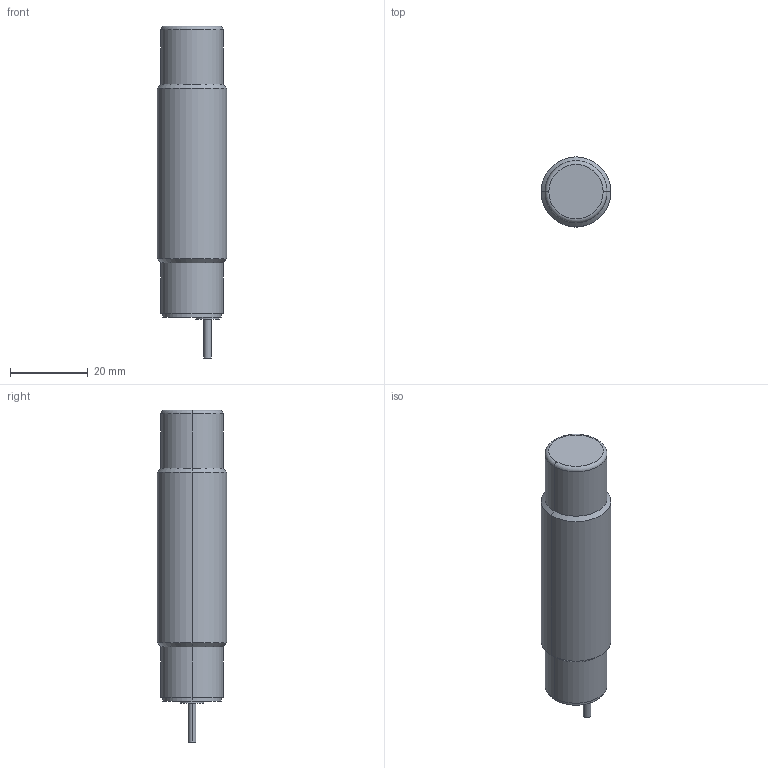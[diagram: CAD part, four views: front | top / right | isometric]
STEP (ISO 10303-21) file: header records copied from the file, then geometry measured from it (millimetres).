
FILE_DESCRIPTION((''),'2;1');
FILE_NAME('PRT0001','2012-02-14T',('dhelisch'),(''),'PRO/ENGINEER BY PARAMETRIC TECHNOLOGY CORPORATION, 2007250','PRO/ENGINEER BY PARAMETRIC TECHNOLOGY CORPORATION, 2007250','');
FILE_SCHEMA(('CONFIG_CONTROL_DESIGN'));
Length unit declared in the file: millimetre
Products named in the file (1): PRT0001
Bounding box: 18 x 18 x 85.5 mm (x, y, z)
Volume: 17488.6 mm3; surface area: 4553.3 mm2
Topology: 1 solids, 1 shells, 31 faces, 62 edges, 38 vertices
Faces by surface type: cylinder 14, plane 11, cone 4, torus 2
Entity records: 1144 total; most frequent: DIRECTION 156, CARTESIAN_POINT 131, ORIENTED_EDGE 124, PRESENTATION_STYLE_ASSIGNMENT 66, COLOUR_RGB 65, AXIS2_PLACEMENT_3D 63, STYLED_ITEM 63, CURVE_STYLE 62
